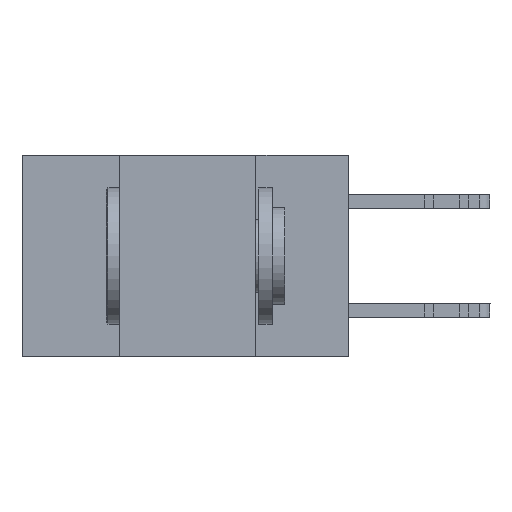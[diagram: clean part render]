
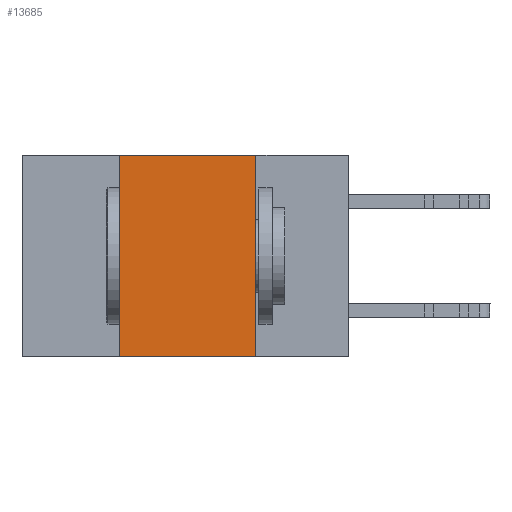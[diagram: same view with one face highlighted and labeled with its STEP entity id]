
A CAD part, left-side view. The second image highlights one B-rep face of the part: STEP entity #13685.
In plain terms, the highlighted planar face has unit normal (-1, 0, 0).
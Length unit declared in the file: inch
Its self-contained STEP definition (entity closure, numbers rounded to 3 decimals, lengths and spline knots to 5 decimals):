
#397 = CARTESIAN_POINT ( 'NONE',  ( 0., 0.17, 0. ) ) ;
#766 = DIRECTION ( 'NONE',  ( 0., -1., 0. ) ) ;
#888 = CARTESIAN_POINT ( 'NONE',  ( 0., 0.42, 0. ) ) ;
#1242 = VERTEX_POINT ( 'NONE', #29655 ) ;
#2768 = FACE_OUTER_BOUND ( 'NONE', #14295, .T. ) ;
#2886 = DIRECTION ( 'NONE',  ( 0., 0., -1. ) ) ;
#3412 = CARTESIAN_POINT ( 'NONE',  ( 0., 0.17, 0. ) ) ;
#4088 = VECTOR ( 'NONE', #2886, 39.37008 ) ;
#4447 = CARTESIAN_POINT ( 'NONE',  ( 0., 0.42, -0.37 ) ) ;
#5057 = ORIENTED_EDGE ( 'NONE', *, *, #26760, .F. ) ;
#7404 = AXIS2_PLACEMENT_3D ( 'NONE', #15201, #13040, #7973 ) ;
#7973 = DIRECTION ( 'NONE',  ( 0., 0., -1. ) ) ;
#9330 = CARTESIAN_POINT ( 'NONE',  ( 0., 0.6, -0.37 ) ) ;
#9849 = VECTOR ( 'NONE', #766, 39.37008 ) ;
#10452 = PLANE ( 'NONE',  #7404 ) ;
#10837 = VECTOR ( 'NONE', #30724, 39.37008 ) ;
#11690 = CARTESIAN_POINT ( 'NONE',  ( 0., 0.17, -0.37 ) ) ;
#11937 = VERTEX_POINT ( 'NONE', #11690 ) ;
#13040 = DIRECTION ( 'NONE',  ( 1., 0., 0. ) ) ;
#13545 = ORIENTED_EDGE ( 'NONE', *, *, #26399, .F. ) ;
#13685 = ADVANCED_FACE ( 'NONE', ( #2768 ), #10452, .F. ) ;
#14295 = EDGE_LOOP ( 'NONE', ( #13545, #5057, #15613, #30579 ) ) ;
#15201 = CARTESIAN_POINT ( 'NONE',  ( 0., 0.6, 0. ) ) ;
#15613 = ORIENTED_EDGE ( 'NONE', *, *, #23764, .F. ) ;
#16170 = EDGE_CURVE ( 'NONE', #30752, #11937, #28637, .T. ) ;
#17391 = VECTOR ( 'NONE', #21803, 39.37008 ) ;
#20461 = CARTESIAN_POINT ( 'NONE',  ( 0., 0.6, 0. ) ) ;
#21505 = LINE ( 'NONE', #20461, #9849 ) ;
#21583 = VERTEX_POINT ( 'NONE', #3412 ) ;
#21803 = DIRECTION ( 'NONE',  ( 0., -1., 0. ) ) ;
#23764 = EDGE_CURVE ( 'NONE', #30752, #1242, #26710, .T. ) ;
#26399 = EDGE_CURVE ( 'NONE', #21583, #11937, #29623, .T. ) ;
#26710 = LINE ( 'NONE', #888, #10837 ) ;
#26760 = EDGE_CURVE ( 'NONE', #1242, #21583, #21505, .T. ) ;
#28637 = LINE ( 'NONE', #9330, #17391 ) ;
#29623 = LINE ( 'NONE', #397, #4088 ) ;
#29655 = CARTESIAN_POINT ( 'NONE',  ( 0., 0.42, 0. ) ) ;
#30579 = ORIENTED_EDGE ( 'NONE', *, *, #16170, .T. ) ;
#30724 = DIRECTION ( 'NONE',  ( 0., 0., 1. ) ) ;
#30752 = VERTEX_POINT ( 'NONE', #4447 ) ;
